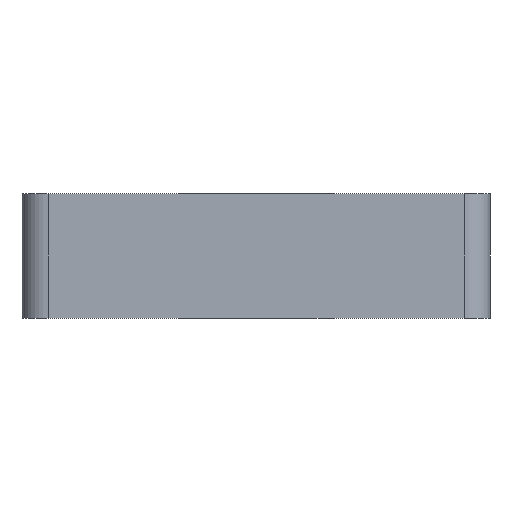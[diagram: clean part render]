
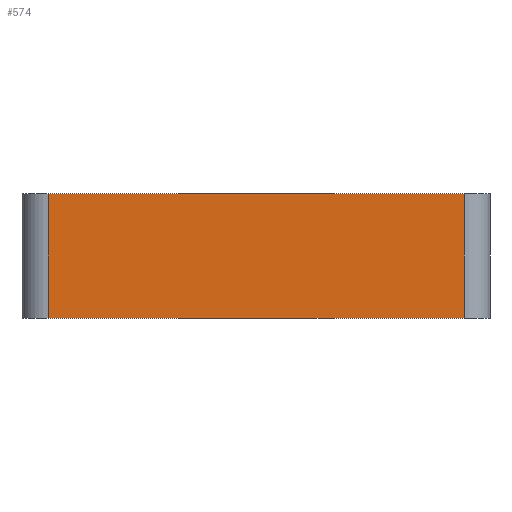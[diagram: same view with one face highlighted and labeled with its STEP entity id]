
A CAD part, front view. The second image highlights one B-rep face of the part: STEP entity #574.
In plain terms, the highlighted planar face has unit normal (0, -1, 0).
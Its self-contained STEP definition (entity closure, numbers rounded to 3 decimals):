
#26=PLANE('',#622);
#56=FACE_OUTER_BOUND('',#91,.T.);
#91=EDGE_LOOP('',(#487,#488,#489,#490));
#171=LINE('',#2696,#203);
#183=LINE('',#2741,#215);
#184=LINE('',#2743,#216);
#185=LINE('',#2744,#217);
#203=VECTOR('',#691,1000.);
#215=VECTOR('',#739,1000.);
#216=VECTOR('',#740,1000.);
#217=VECTOR('',#741,1000.);
#257=VERTEX_POINT('',#2693);
#258=VERTEX_POINT('',#2695);
#273=VERTEX_POINT('',#2740);
#274=VERTEX_POINT('',#2742);
#329=EDGE_CURVE('',#258,#257,#171,.T.);
#351=EDGE_CURVE('',#257,#273,#183,.T.);
#352=EDGE_CURVE('',#274,#273,#184,.T.);
#353=EDGE_CURVE('',#274,#258,#185,.T.);
#487=ORIENTED_EDGE('',*,*,#329,.T.);
#488=ORIENTED_EDGE('',*,*,#351,.T.);
#489=ORIENTED_EDGE('',*,*,#352,.F.);
#490=ORIENTED_EDGE('',*,*,#353,.T.);
#574=ADVANCED_FACE('',(#56),#26,.F.);
#622=AXIS2_PLACEMENT_3D('',#2739,#737,#738);
#691=DIRECTION('',(1.,0.,0.));
#737=DIRECTION('center_axis',(0.,1.,0.));
#738=DIRECTION('ref_axis',(-1.,0.,0.));
#739=DIRECTION('',(0.,0.,1.));
#740=DIRECTION('',(1.,0.,0.));
#741=DIRECTION('',(0.,0.,-1.));
#2693=CARTESIAN_POINT('',(69.194,-90.,24.));
#2695=CARTESIAN_POINT('',(29.194,-90.,24.));
#2696=CARTESIAN_POINT('',(26.694,-90.,24.));
#2739=CARTESIAN_POINT('Origin',(26.694,-90.,36.));
#2740=CARTESIAN_POINT('',(69.194,-90.,36.));
#2741=CARTESIAN_POINT('',(69.194,-90.,36.));
#2742=CARTESIAN_POINT('',(29.194,-90.,36.));
#2743=CARTESIAN_POINT('',(26.694,-90.,36.));
#2744=CARTESIAN_POINT('',(29.194,-90.,36.));
